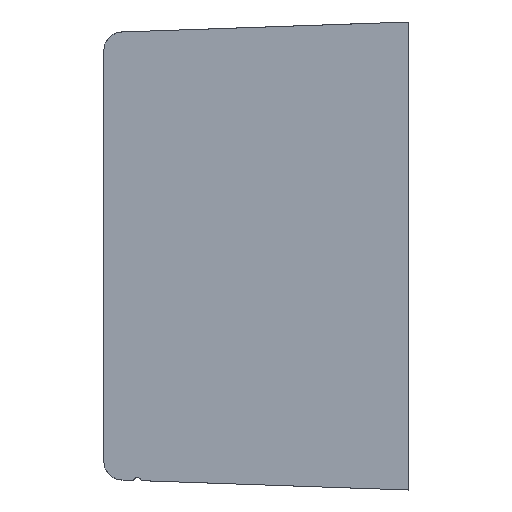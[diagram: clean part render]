
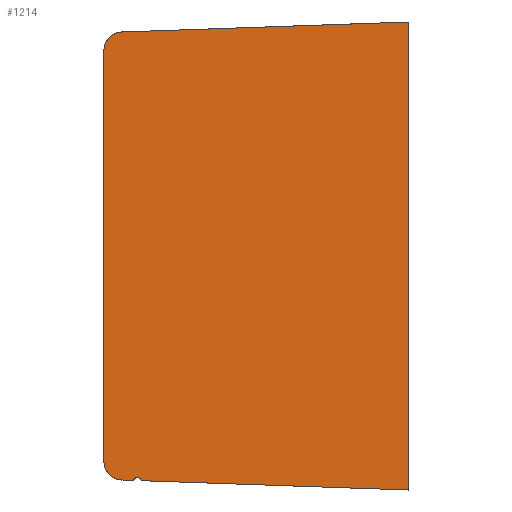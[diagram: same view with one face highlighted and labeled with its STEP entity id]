
A CAD part, left-side view. The second image highlights one B-rep face of the part: STEP entity #1214.
In plain terms, the highlighted planar face has unit normal (1, 0, 0).
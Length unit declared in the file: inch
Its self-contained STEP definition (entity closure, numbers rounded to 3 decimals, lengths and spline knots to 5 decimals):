
#1214 = ADVANCED_FACE ( 'NONE', ( #4778 ), #15191, .T. ) ;
#1992 = DIRECTION ( 'NONE',  ( 0., 0., -1. ) ) ;
#2381 = CARTESIAN_POINT ( 'NONE',  ( -0.9935, 0., 2.5 ) ) ;
#2477 = AXIS2_PLACEMENT_3D ( 'NONE', #37815, #15576, #41565 ) ;
#2547 = EDGE_CURVE ( 'NONE', #37237, #36160, #39390, .T. ) ;
#3935 = VECTOR ( 'NONE', #13635, 39.37008 ) ;
#4076 = CARTESIAN_POINT ( 'NONE',  ( -0.9935, 2.84799, -2.40055 ) ) ;
#4778 = FACE_OUTER_BOUND ( 'NONE', #41987, .T. ) ;
#5078 = CIRCLE ( 'NONE', #25843, 0.2 ) ;
#5507 = DIRECTION ( 'NONE',  ( 1., 0., 0. ) ) ;
#5853 = ORIENTED_EDGE ( 'NONE', *, *, #35315, .T. ) ;
#5861 = CARTESIAN_POINT ( 'NONE',  ( -0.9935, 3.05698, -2.39325 ) ) ;
#7216 = CARTESIAN_POINT ( 'NONE',  ( -0.9935, 0., -2.5 ) ) ;
#7264 = ORIENTED_EDGE ( 'NONE', *, *, #29703, .T. ) ;
#7497 = VECTOR ( 'NONE', #26023, 39.37008 ) ;
#9561 = VECTOR ( 'NONE', #33481, 39.37008 ) ;
#9698 = ORIENTED_EDGE ( 'NONE', *, *, #22724, .T. ) ;
#11558 = CIRCLE ( 'NONE', #2477, 0.2 ) ;
#11595 = EDGE_CURVE ( 'NONE', #18530, #37237, #35956, .T. ) ;
#12155 = VERTEX_POINT ( 'NONE', #45065 ) ;
#13635 = DIRECTION ( 'NONE',  ( 0., -0.999, 0.035 ) ) ;
#13804 = CARTESIAN_POINT ( 'NONE',  ( -0.9935, 3.05698, 2.39325 ) ) ;
#14609 = VERTEX_POINT ( 'NONE', #21509 ) ;
#14614 = DIRECTION ( 'NONE',  ( 0., 1., 0. ) ) ;
#14658 = DIRECTION ( 'NONE',  ( 1., 0., 0. ) ) ;
#14711 = CARTESIAN_POINT ( 'NONE',  ( -0.9935, 3.25, 2.5 ) ) ;
#15191 = PLANE ( 'NONE',  #39347 ) ;
#15384 = CARTESIAN_POINT ( 'NONE',  ( -0.9935, 0., 2.5 ) ) ;
#15576 = DIRECTION ( 'NONE',  ( 1., 0., 0. ) ) ;
#15694 = CARTESIAN_POINT ( 'NONE',  ( -0.9935, 3.05698, 2.39325 ) ) ;
#15775 = VERTEX_POINT ( 'NONE', #34306 ) ;
#16279 = ORIENTED_EDGE ( 'NONE', *, *, #11595, .T. ) ;
#17558 = VERTEX_POINT ( 'NONE', #15694 ) ;
#18303 = VERTEX_POINT ( 'NONE', #5861 ) ;
#18530 = VERTEX_POINT ( 'NONE', #15384 ) ;
#19770 = ORIENTED_EDGE ( 'NONE', *, *, #30378, .T. ) ;
#20777 = DIRECTION ( 'NONE',  ( 0., 0.999, 0.035 ) ) ;
#21129 = ORIENTED_EDGE ( 'NONE', *, *, #23085, .T. ) ;
#21310 = CARTESIAN_POINT ( 'NONE',  ( -0.9935, 2.93311, -2.39757 ) ) ;
#21509 = CARTESIAN_POINT ( 'NONE',  ( -0.9935, 2.93311, -2.39757 ) ) ;
#22724 = EDGE_CURVE ( 'NONE', #36160, #14609, #30022, .T. ) ;
#23085 = EDGE_CURVE ( 'NONE', #14609, #18303, #28187, .T. ) ;
#25843 = AXIS2_PLACEMENT_3D ( 'NONE', #27791, #5507, #31534 ) ;
#26023 = DIRECTION ( 'NONE',  ( 0., 0., 1. ) ) ;
#26104 = VECTOR ( 'NONE', #1992, 39.37008 ) ;
#27791 = CARTESIAN_POINT ( 'NONE',  ( -0.9935, 3.05, -2.19337 ) ) ;
#28187 = LINE ( 'NONE', #21310, #46848 ) ;
#29514 = DIRECTION ( 'NONE',  ( 0., -1., 0. ) ) ;
#29558 = DIRECTION ( 'NONE',  ( -1., 0., 0. ) ) ;
#29610 = CARTESIAN_POINT ( 'NONE',  ( -0.9935, 2.89106, -2.41359 ) ) ;
#29703 = EDGE_CURVE ( 'NONE', #12155, #15775, #36038, .T. ) ;
#29924 = ORIENTED_EDGE ( 'NONE', *, *, #2547, .T. ) ;
#30022 = CIRCLE ( 'NONE', #48238, 0.045 ) ;
#30378 = EDGE_CURVE ( 'NONE', #15775, #17558, #11558, .T. ) ;
#31534 = DIRECTION ( 'NONE',  ( 0., 0., -1. ) ) ;
#33481 = DIRECTION ( 'NONE',  ( 0., 0.999, 0.035 ) ) ;
#33590 = CARTESIAN_POINT ( 'NONE',  ( -0.9935, 0., -2.5 ) ) ;
#33621 = LINE ( 'NONE', #13804, #3935 ) ;
#34306 = CARTESIAN_POINT ( 'NONE',  ( -0.9935, 3.25, 2.19337 ) ) ;
#35315 = EDGE_CURVE ( 'NONE', #18303, #12155, #5078, .T. ) ;
#35956 = LINE ( 'NONE', #2381, #26104 ) ;
#36038 = LINE ( 'NONE', #41126, #7497 ) ;
#36160 = VERTEX_POINT ( 'NONE', #4076 ) ;
#37237 = VERTEX_POINT ( 'NONE', #7216 ) ;
#37815 = CARTESIAN_POINT ( 'NONE',  ( -0.9935, 3.05, 2.19337 ) ) ;
#39347 = AXIS2_PLACEMENT_3D ( 'NONE', #14711, #14658, #14614 ) ;
#39390 = LINE ( 'NONE', #33590, #9561 ) ;
#41126 = CARTESIAN_POINT ( 'NONE',  ( -0.9935, 3.25, 2.5 ) ) ;
#41565 = DIRECTION ( 'NONE',  ( 0., 0., -1. ) ) ;
#41987 = EDGE_LOOP ( 'NONE', ( #16279, #29924, #9698, #21129, #5853, #7264, #19770, #42844 ) ) ;
#42844 = ORIENTED_EDGE ( 'NONE', *, *, #44947, .T. ) ;
#44947 = EDGE_CURVE ( 'NONE', #17558, #18530, #33621, .T. ) ;
#45065 = CARTESIAN_POINT ( 'NONE',  ( -0.9935, 3.25, -2.19337 ) ) ;
#46848 = VECTOR ( 'NONE', #20777, 39.37008 ) ;
#48238 = AXIS2_PLACEMENT_3D ( 'NONE', #29610, #29558, #29514 ) ;
